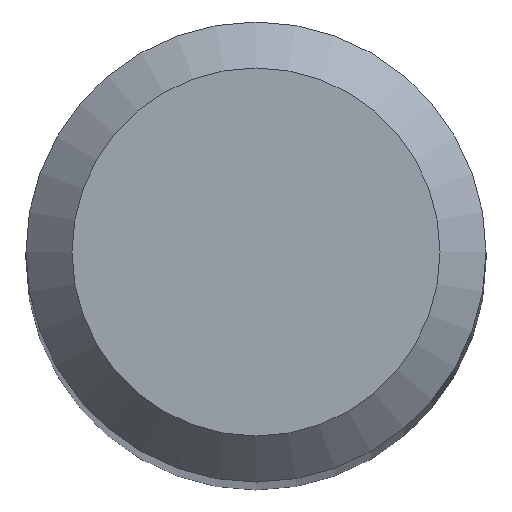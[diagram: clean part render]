
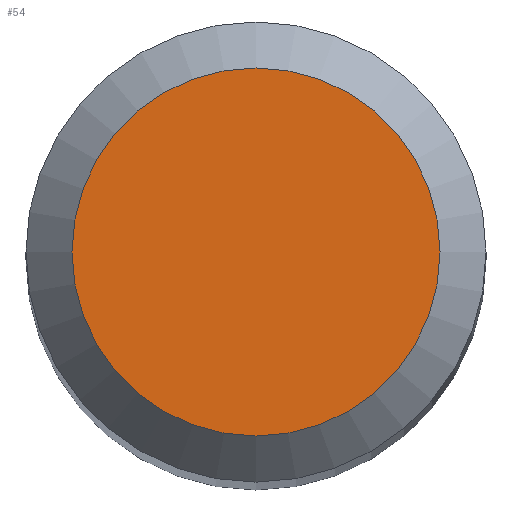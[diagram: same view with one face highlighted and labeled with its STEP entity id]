
A CAD part, top view. The second image highlights one B-rep face of the part: STEP entity #54.
In plain terms, the highlighted planar face has unit normal (0, 0, 1).
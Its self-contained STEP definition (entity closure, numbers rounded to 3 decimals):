
#1 = FACE_OUTER_BOUND ( 'NONE', #205, .T. ) ;
#11 = ORIENTED_EDGE ( 'NONE', *, *, #37, .F. ) ;
#37 = EDGE_CURVE ( 'NONE', #126, #126, #238, .T. ) ;
#39 = DIRECTION ( 'NONE',  ( 0., 1., 0. ) ) ;
#54 = ADVANCED_FACE ( 'NONE', ( #1 ), #137, .F. ) ;
#80 = DIRECTION ( 'NONE',  ( 0., 0., -1. ) ) ;
#81 = CARTESIAN_POINT ( 'NONE',  ( 0., 0., 38. ) ) ;
#126 = VERTEX_POINT ( 'NONE', #158 ) ;
#137 = PLANE ( 'NONE',  #229 ) ;
#150 = AXIS2_PLACEMENT_3D ( 'NONE', #170, #189, #214 ) ;
#158 = CARTESIAN_POINT ( 'NONE',  ( 0., 1.2, 38. ) ) ;
#170 = CARTESIAN_POINT ( 'NONE',  ( 0., 0., 38. ) ) ;
#189 = DIRECTION ( 'NONE',  ( 0., 0., -1. ) ) ;
#205 = EDGE_LOOP ( 'NONE', ( #11 ) ) ;
#214 = DIRECTION ( 'NONE',  ( 0., 1., 0. ) ) ;
#229 = AXIS2_PLACEMENT_3D ( 'NONE', #81, #80, #39 ) ;
#238 = CIRCLE ( 'NONE', #150, 1.2 ) ;
